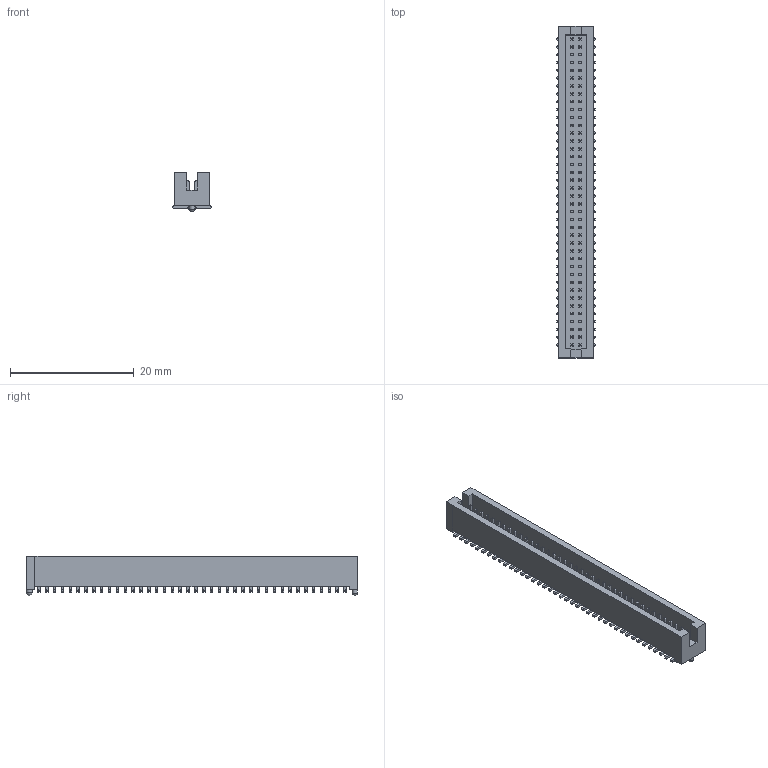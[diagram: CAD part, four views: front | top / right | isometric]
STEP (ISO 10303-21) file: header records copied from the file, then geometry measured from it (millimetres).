
FILE_DESCRIPTION(/* description */ (''),/* implementation_level */ '2;1');
FILE_NAME(/* name */ 'PinHeader_2x40_P127mm_Vertical_SMD v11.step',/* time_stamp */ '2018-03-10T14:26:34+08:00',/* author */ ('8192542'),/* organization */ (''),/* preprocessor_version */ 'ST-DEVELOPER v16.13',/* originating_system */ 'Autodesk Translation Framework v6.5.0.72',/* authorisation */ '');
FILE_SCHEMA (('AUTOMOTIVE_DESIGN { 1 0 10303 214 3 1 1 }'));
Length unit declared in the file: millimetre
Products named in the file (2): PinHeader_2x40_P127mm_Vertical_SMD; 零部件1
Assembly tree (1 placements, depth 2):
  PinHeader_2x40_P127mm_Vertical_SMD
    零部件1
Bounding box: 6.2 x 53.7 x 6.4 mm (x, y, z)
Volume: 785.4 mm3; surface area: 2435.9 mm2
Topology: 1 solids, 1 shells, 1709 faces, 3998 edges, 2451 vertices
Faces by surface type: plane 1625, cylinder 82, sphere 2
Full cylindrical faces by diameter (mm): 0.8 x1, 1 x1
Entity records: 47306 total; most frequent: CARTESIAN_POINT 8159, ORIENTED_EDGE 7992, DIRECTION 7586, EDGE_CURVE 3996, LINE 3830, VECTOR 3830, VERTEX_POINT 2451, AXIS2_PLACEMENT_3D 1878
